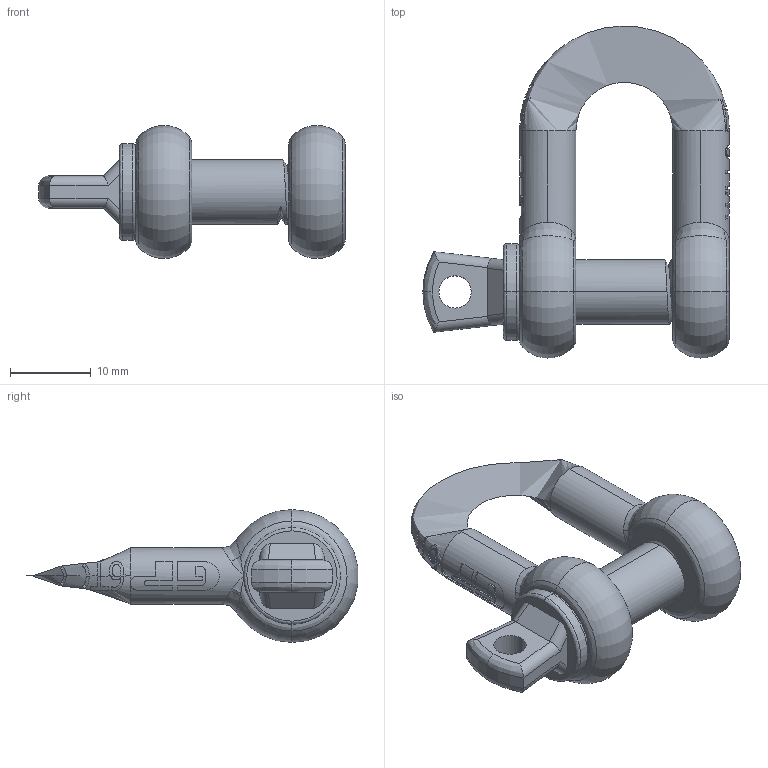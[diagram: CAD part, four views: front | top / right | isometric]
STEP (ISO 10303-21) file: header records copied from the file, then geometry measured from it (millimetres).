
FILE_DESCRIPTION(('STEP AP214'),'1');
FILE_NAME('gpgdbb06.stp','2017-04-07T04:15:54',('TraceParts'),('TraceParts S.A.'),'Spatial InterOp 3D',' ',' ');
FILE_SCHEMA(('automotive_design'));
Length unit declared in the file: millimetre
Products named in the file (2): gpgdbb06_1; gpgdbb06_2
Bounding box: 38 x 41.19 x 16.5 mm (x, y, z)
Volume: 5814.8 mm3; surface area: 4003.9 mm2
Topology: 2 solids, 2 shells, 293 faces, 832 edges, 529 vertices
Faces by surface type: bspline 122, plane 93, cylinder 66, torus 8, cone 4
Entity records: 17529 total; most frequent: CARTESIAN_POINT 11107, ORIENTED_EDGE 1618, DIRECTION 918, EDGE_CURVE 809, VERTEX_POINT 529, B_SPLINE_CURVE_WITH_KNOTS 341, AXIS2_PLACEMENT_3D 326, EDGE_LOOP 308
